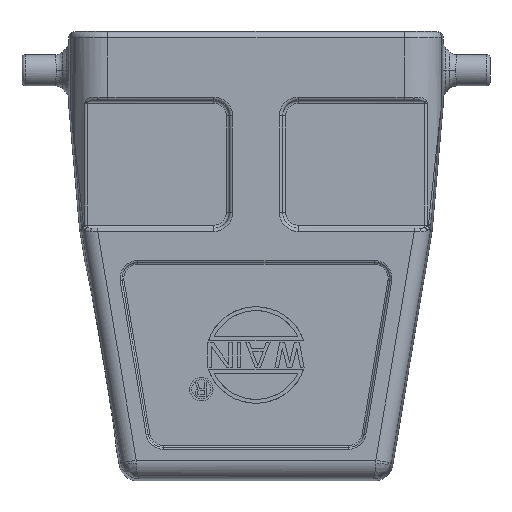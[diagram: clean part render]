
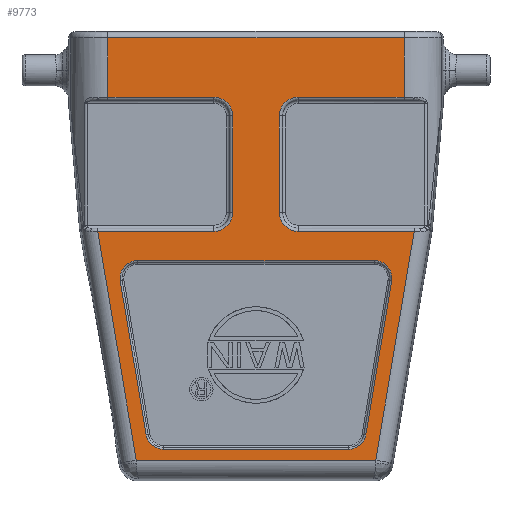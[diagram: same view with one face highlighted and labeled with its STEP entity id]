
A CAD part, front view. The second image highlights one B-rep face of the part: STEP entity #9773.
In plain terms, the highlighted planar face has unit normal (0, -1, 0).
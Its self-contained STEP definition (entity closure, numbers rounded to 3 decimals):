
#177=DIRECTION('',(1.,0.,0.));
#178=VECTOR('',#177,38.375);
#179=CARTESIAN_POINT('',(-19.188,-21.5,
-68.677));
#180=LINE('',#179,#178);
#211=CARTESIAN_POINT('',(6.75,-21.5,-13.5));
#212=DIRECTION('',(0.,-1.,0.));
#213=DIRECTION('',(0.,0.,1.));
#214=AXIS2_PLACEMENT_3D('',#211,#212,#213);
#216=CARTESIAN_POINT('',(6.75,-21.5,-29.));
#217=DIRECTION('',(0.,-1.,0.));
#218=DIRECTION('',(-1.,0.,0.));
#219=AXIS2_PLACEMENT_3D('',#216,#217,#218);
#221=DIRECTION('',(-0.166,0.,-0.986));
#222=VECTOR('',#221,37.191);
#223=CARTESIAN_POINT('',(25.352,-21.5,-32.));
#224=LINE('',#223,#222);
#225=DIRECTION('',(-0.166,0.,0.986));
#226=VECTOR('',#225,37.193);
#227=CARTESIAN_POINT('',(-19.188,-21.5,
-68.677));
#228=LINE('',#227,#226);
#229=CARTESIAN_POINT('',(-6.75,-21.5,-29.));
#230=DIRECTION('',(0.,-1.,0.));
#231=DIRECTION('',(0.,0.,-1.));
#232=AXIS2_PLACEMENT_3D('',#229,#230,#231);
#234=CARTESIAN_POINT('',(-6.75,-21.5,-13.5));
#235=DIRECTION('',(0.,-1.,0.));
#236=DIRECTION('',(1.,0.,0.));
#237=AXIS2_PLACEMENT_3D('',#234,#235,#236);
#239=CARTESIAN_POINT('',(14.838,-21.5,-64.125));
#240=DIRECTION('',(0.,-1.,0.));
#241=DIRECTION('',(0.,0.,-1.));
#242=AXIS2_PLACEMENT_3D('',#239,#240,#241);
#244=DIRECTION('',(0.166,0.,0.986));
#245=VECTOR('',#244,24.97);
#246=CARTESIAN_POINT('',(17.599,-21.5,-64.589));
#247=LINE('',#246,#245);
#248=CARTESIAN_POINT('',(18.977,-21.5,-39.5));
#249=DIRECTION('',(0.,-1.,0.));
#250=DIRECTION('',(0.986,0.,-0.166));
#251=AXIS2_PLACEMENT_3D('',#248,#249,#250);
#253=CARTESIAN_POINT('',(-18.987,-21.5,-39.5));
#254=DIRECTION('',(0.,-1.,0.));
#255=DIRECTION('',(0.,0.,1.));
#256=AXIS2_PLACEMENT_3D('',#253,#254,#255);
#258=DIRECTION('',(0.166,0.,-0.986));
#259=VECTOR('',#258,24.971);
#260=CARTESIAN_POINT('',(-21.748,-21.5,-39.965));
#261=LINE('',#260,#259);
#262=CARTESIAN_POINT('',(-14.84,-21.5,
-64.125));
#263=DIRECTION('',(0.,-1.,0.));
#264=DIRECTION('',(-0.986,0.,-0.166));
#265=AXIS2_PLACEMENT_3D('',#262,#263,#264);
#271=DIRECTION('',(1.,0.,0.));
#272=VECTOR('',#271,16.979);
#273=CARTESIAN_POINT('',(-23.729,-21.5,-10.5));
#274=LINE('',#273,#272);
#400=DIRECTION('',(-1.,0.,0.));
#401=VECTOR('',#400,18.615);
#402=CARTESIAN_POINT('',(-6.75,-21.5,-32.));
#403=LINE('',#402,#401);
#454=DIRECTION('',(0.,0.,-1.));
#455=VECTOR('',#454,15.5);
#456=CARTESIAN_POINT('',(-3.75,-21.5,-13.5));
#457=LINE('',#456,#455);
#984=DIRECTION('',(0.,0.,1.));
#985=VECTOR('',#984,9.5);
#986=CARTESIAN_POINT('',(23.729,-21.5,-10.5));
#987=LINE('',#986,#985);
#1011=DIRECTION('',(1.,0.,0.));
#1012=VECTOR('',#1011,16.979);
#1013=CARTESIAN_POINT('',(6.75,-21.5,-10.5));
#1014=LINE('',#1013,#1012);
#1215=DIRECTION('',(-1.,0.,0.));
#1216=VECTOR('',#1215,18.602);
#1217=CARTESIAN_POINT('',(25.352,-21.5,
-32.));
#1218=LINE('',#1217,#1216);
#1246=DIRECTION('',(0.,0.,1.));
#1247=VECTOR('',#1246,15.5);
#1248=CARTESIAN_POINT('',(3.75,-21.5,-29.));
#1249=LINE('',#1248,#1247);
#1322=DIRECTION('',(-1.,0.,0.));
#1323=VECTOR('',#1322,47.457);
#1324=CARTESIAN_POINT('',(23.729,-21.5,-1.));
#1325=LINE('',#1324,#1323);
#1387=DIRECTION('',(0.,0.,-1.));
#1388=VECTOR('',#1387,9.5);
#1389=CARTESIAN_POINT('',(-23.729,-21.5,-1.));
#1390=LINE('',#1389,#1388);
#6423=DIRECTION('',(-1.,0.,0.));
#6424=VECTOR('',#6423,29.678);
#6425=CARTESIAN_POINT('',(14.838,-21.5,-66.925));
#6426=LINE('',#6425,#6424);
#6523=DIRECTION('',(1.,0.,0.));
#6524=VECTOR('',#6523,37.964);
#6525=CARTESIAN_POINT('',(-18.987,-21.5,-36.7));
#6526=LINE('',#6525,#6524);
#7744=CARTESIAN_POINT('',(19.187,-21.5,-68.677));
#7745=VERTEX_POINT('',#7744);
#7746=CARTESIAN_POINT('',(25.352,-21.5,
-32.));
#7747=VERTEX_POINT('',#7746);
#7751=CARTESIAN_POINT('',(-19.188,-21.5,
-68.677));
#7752=VERTEX_POINT('',#7751);
#7754=CARTESIAN_POINT('',(-23.729,-21.5,-10.5));
#7755=CARTESIAN_POINT('',(-6.75,-21.5,-10.5));
#7756=VERTEX_POINT('',#7754);
#7757=VERTEX_POINT('',#7755);
#7758=CARTESIAN_POINT('',(-23.729,-21.5,-1.));
#7759=VERTEX_POINT('',#7758);
#7760=CARTESIAN_POINT('',(23.729,-21.5,-1.));
#7761=VERTEX_POINT('',#7760);
#7762=CARTESIAN_POINT('',(23.729,-21.5,-10.5));
#7763=VERTEX_POINT('',#7762);
#7764=CARTESIAN_POINT('',(6.75,-21.5,-10.5));
#7765=VERTEX_POINT('',#7764);
#7766=CARTESIAN_POINT('',(3.75,-21.5,-13.5));
#7767=VERTEX_POINT('',#7766);
#7768=CARTESIAN_POINT('',(3.75,-21.5,-29.));
#7769=VERTEX_POINT('',#7768);
#7770=CARTESIAN_POINT('',(6.75,-21.5,-32.));
#7771=VERTEX_POINT('',#7770);
#7772=CARTESIAN_POINT('',(-25.365,-21.5,
-32.));
#7773=VERTEX_POINT('',#7772);
#7774=CARTESIAN_POINT('',(-6.75,-21.5,-32.));
#7775=VERTEX_POINT('',#7774);
#7776=CARTESIAN_POINT('',(-3.75,-21.5,-29.));
#7777=VERTEX_POINT('',#7776);
#7778=CARTESIAN_POINT('',(-3.75,-21.5,-13.5));
#7779=VERTEX_POINT('',#7778);
#7780=CARTESIAN_POINT('',(14.838,-21.5,-66.925));
#7781=CARTESIAN_POINT('',(-14.84,-21.5,-66.925));
#7782=VERTEX_POINT('',#7780);
#7783=VERTEX_POINT('',#7781);
#7784=CARTESIAN_POINT('',(17.599,-21.5,
-64.589));
#7785=VERTEX_POINT('',#7784);
#7786=CARTESIAN_POINT('',(21.738,-21.5,-39.964));
#7787=VERTEX_POINT('',#7786);
#7788=CARTESIAN_POINT('',(18.977,-21.5,-36.7));
#7789=VERTEX_POINT('',#7788);
#7790=CARTESIAN_POINT('',(-18.987,-21.5,-36.7));
#7791=VERTEX_POINT('',#7790);
#7792=CARTESIAN_POINT('',(-21.748,-21.5,-39.965));
#7793=VERTEX_POINT('',#7792);
#7794=CARTESIAN_POINT('',(-17.601,-21.5,-64.59));
#7795=VERTEX_POINT('',#7794);
#9718=CARTESIAN_POINT('',(0.,-21.5,0.));
#9719=DIRECTION('',(0.,1.,0.));
#9720=DIRECTION('',(1.,0.,0.));
#9721=AXIS2_PLACEMENT_3D('',#9718,#9719,#9720);
#9722=PLANE('',#9721);
#9724=ORIENTED_EDGE('',*,*,#9723,.F.);
#9726=ORIENTED_EDGE('',*,*,#9725,.F.);
#9728=ORIENTED_EDGE('',*,*,#9727,.F.);
#9730=ORIENTED_EDGE('',*,*,#9729,.F.);
#9732=ORIENTED_EDGE('',*,*,#9731,.F.);
#9734=ORIENTED_EDGE('',*,*,#9733,.T.);
#9736=ORIENTED_EDGE('',*,*,#9735,.F.);
#9738=ORIENTED_EDGE('',*,*,#9737,.T.);
#9740=ORIENTED_EDGE('',*,*,#9739,.F.);
#9741=ORIENTED_EDGE('',*,*,#9663,.T.);
#9742=ORIENTED_EDGE('',*,*,#9705,.F.);
#9744=ORIENTED_EDGE('',*,*,#9743,.T.);
#9746=ORIENTED_EDGE('',*,*,#9745,.F.);
#9748=ORIENTED_EDGE('',*,*,#9747,.T.);
#9750=ORIENTED_EDGE('',*,*,#9749,.F.);
#9752=ORIENTED_EDGE('',*,*,#9751,.T.);
#9753=EDGE_LOOP('',(#9724,#9726,#9728,#9730,#9732,#9734,#9736,#9738,#9740,#9741,
#9742,#9744,#9746,#9748,#9750,#9752));
#9754=FACE_OUTER_BOUND('',#9753,.F.);
#9756=ORIENTED_EDGE('',*,*,#9755,.F.);
#9758=ORIENTED_EDGE('',*,*,#9757,.T.);
#9760=ORIENTED_EDGE('',*,*,#9759,.T.);
#9762=ORIENTED_EDGE('',*,*,#9761,.T.);
#9764=ORIENTED_EDGE('',*,*,#9763,.F.);
#9766=ORIENTED_EDGE('',*,*,#9765,.T.);
#9768=ORIENTED_EDGE('',*,*,#9767,.T.);
#9770=ORIENTED_EDGE('',*,*,#9769,.T.);
#9771=EDGE_LOOP('',(#9756,#9758,#9760,#9762,#9764,#9766,#9768,#9770));
#9772=FACE_BOUND('',#9771,.F.);
#215=CIRCLE('',#214,3.);
#220=CIRCLE('',#219,3.);
#233=CIRCLE('',#232,3.);
#238=CIRCLE('',#237,3.);
#243=CIRCLE('',#242,2.8);
#252=CIRCLE('',#251,2.8);
#257=CIRCLE('',#256,2.8);
#266=CIRCLE('',#265,2.8);
#9663=EDGE_CURVE('',#7747,#7745,#224,.T.);
#9705=EDGE_CURVE('',#7752,#7745,#180,.T.);
#9723=EDGE_CURVE('',#7756,#7757,#274,.T.);
#9725=EDGE_CURVE('',#7759,#7756,#1390,.T.);
#9727=EDGE_CURVE('',#7761,#7759,#1325,.T.);
#9729=EDGE_CURVE('',#7763,#7761,#987,.T.);
#9731=EDGE_CURVE('',#7765,#7763,#1014,.T.);
#9733=EDGE_CURVE('',#7765,#7767,#215,.T.);
#9735=EDGE_CURVE('',#7769,#7767,#1249,.T.);
#9737=EDGE_CURVE('',#7769,#7771,#220,.T.);
#9739=EDGE_CURVE('',#7747,#7771,#1218,.T.);
#9743=EDGE_CURVE('',#7752,#7773,#228,.T.);
#9745=EDGE_CURVE('',#7775,#7773,#403,.T.);
#9747=EDGE_CURVE('',#7775,#7777,#233,.T.);
#9749=EDGE_CURVE('',#7779,#7777,#457,.T.);
#9751=EDGE_CURVE('',#7779,#7757,#238,.T.);
#9755=EDGE_CURVE('',#7782,#7783,#6426,.T.);
#9757=EDGE_CURVE('',#7782,#7785,#243,.T.);
#9759=EDGE_CURVE('',#7785,#7787,#247,.T.);
#9761=EDGE_CURVE('',#7787,#7789,#252,.T.);
#9763=EDGE_CURVE('',#7791,#7789,#6526,.T.);
#9765=EDGE_CURVE('',#7791,#7793,#257,.T.);
#9767=EDGE_CURVE('',#7793,#7795,#261,.T.);
#9769=EDGE_CURVE('',#7795,#7783,#266,.T.);
#9773=ADVANCED_FACE('',(#9754,#9772),#9722,.F.);
